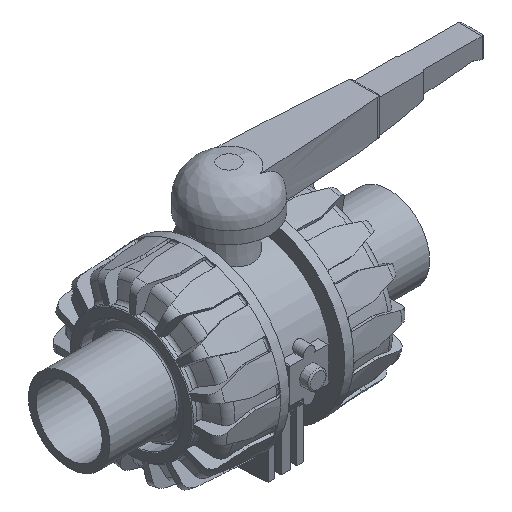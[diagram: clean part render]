
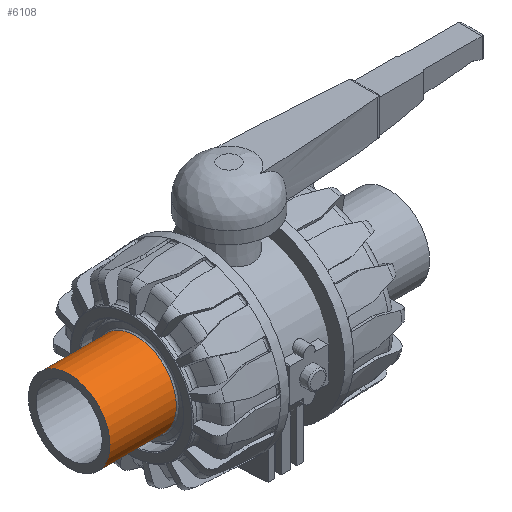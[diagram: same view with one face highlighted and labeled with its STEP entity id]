
A CAD part, isometric view. The second image highlights one B-rep face of the part: STEP entity #6108.
In plain terms, the highlighted cylindrical face has radius 55 mm (diameter 110 mm), a full revolution.
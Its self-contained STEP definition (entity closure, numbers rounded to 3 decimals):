
#384=FACE_BOUND($,#1385,.T.);
#898=CYLINDRICAL_SURFACE($,#6526,55.);
#1008=FACE_OUTER_BOUND($,#1384,.T.);
#1384=EDGE_LOOP($,(#4279));
#1385=EDGE_LOOP($,(#4280));
#2201=CIRCLE($,#6510,55.);
#2209=CIRCLE($,#6525,55.);
#2508=VERTEX_POINT($,#9093);
#2516=VERTEX_POINT($,#9116);
#3191=EDGE_CURVE($,#2508,#2508,#2201,.T.);
#3199=EDGE_CURVE($,#2516,#2516,#2209,.T.);
#4279=ORIENTED_EDGE($,*,*,#3191,.F.);
#4280=ORIENTED_EDGE($,*,*,#3199,.T.);
#6108=ADVANCED_FACE($,(#1008,#384),#898,.T.);
#6510=AXIS2_PLACEMENT_3D($,#9094,#7301,#7302);
#6525=AXIS2_PLACEMENT_3D($,#9117,#7331,#7332);
#6526=AXIS2_PLACEMENT_3D($,#9118,#7333,#7334);
#7301=DIRECTION('center_axis',(1.,0.,0.));
#7302=DIRECTION('ref_axis',(0.,0.,1.));
#7331=DIRECTION('center_axis',(1.,0.,0.));
#7332=DIRECTION('ref_axis',(0.,1.,0.));
#7333=DIRECTION('center_axis',(1.,0.,0.));
#7334=DIRECTION('ref_axis',(0.,1.,0.));
#9093=CARTESIAN_POINT('',(188.134,143.845,-55.));
#9094=CARTESIAN_POINT('Origin',(188.134,143.845,0.));
#9116=CARTESIAN_POINT('',(98.613,88.845,0.));
#9117=CARTESIAN_POINT('Origin',(98.613,143.845,0.));
#9118=CARTESIAN_POINT('Origin',(140.873,143.845,0.));
